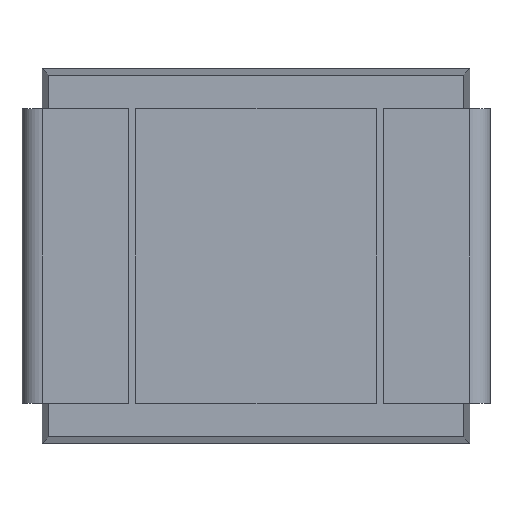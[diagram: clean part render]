
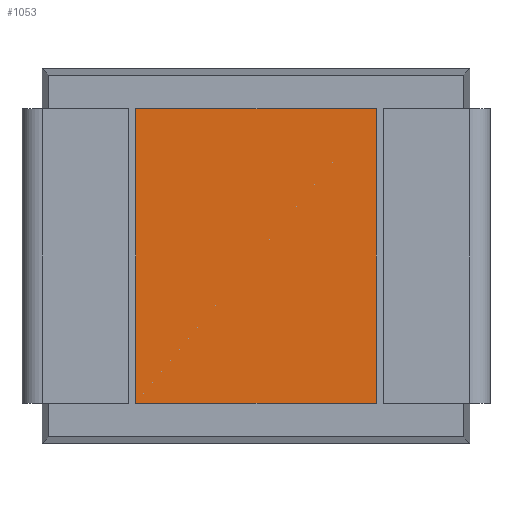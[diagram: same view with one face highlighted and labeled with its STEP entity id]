
A CAD part, front view. The second image highlights one B-rep face of the part: STEP entity #1053.
In plain terms, the highlighted planar face has unit normal (0, -1, 0).
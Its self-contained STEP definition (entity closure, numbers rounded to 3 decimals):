
#34 = CARTESIAN_POINT ( 'NONE',  ( 0., 0., 0. ) ) ;
#87 = CARTESIAN_POINT ( 'NONE',  ( 0.9, 0., 1.1 ) ) ;
#133 = LINE ( 'NONE', #2281, #1997 ) ;
#229 = PLANE ( 'NONE',  #1355 ) ;
#375 = DIRECTION ( 'NONE',  ( 0., 1., 0. ) ) ;
#391 = ORIENTED_EDGE ( 'NONE', *, *, #2039, .F. ) ;
#410 = EDGE_CURVE ( 'NONE', #449, #1448, #133, .T. ) ;
#411 = FACE_OUTER_BOUND ( 'NONE', #1354, .T. ) ;
#434 = EDGE_CURVE ( 'NONE', #550, #449, #2293, .T. ) ;
#449 = VERTEX_POINT ( 'NONE', #528 ) ;
#528 = CARTESIAN_POINT ( 'NONE',  ( 0.9, 0., -1.1 ) ) ;
#548 = DIRECTION ( 'NONE',  ( 0., 0., 1. ) ) ;
#550 = VERTEX_POINT ( 'NONE', #87 ) ;
#682 = EDGE_CURVE ( 'NONE', #2188, #550, #1831, .T. ) ;
#749 = ORIENTED_EDGE ( 'NONE', *, *, #682, .F. ) ;
#866 = CARTESIAN_POINT ( 'NONE',  ( 0.9, 0., 1.1 ) ) ;
#920 = VECTOR ( 'NONE', #2088, 1000. ) ;
#1053 = ADVANCED_FACE ( 'NONE', ( #411 ), #229, .F. ) ;
#1161 = ORIENTED_EDGE ( 'NONE', *, *, #410, .F. ) ;
#1290 = VECTOR ( 'NONE', #2152, 1000. ) ;
#1354 = EDGE_LOOP ( 'NONE', ( #391, #1161, #1564, #749 ) ) ;
#1355 = AXIS2_PLACEMENT_3D ( 'NONE', #34, #375, #548 ) ;
#1384 = CARTESIAN_POINT ( 'NONE',  ( -0.9, 0., 1.1 ) ) ;
#1399 = DIRECTION ( 'NONE',  ( -1., 0., 0. ) ) ;
#1448 = VERTEX_POINT ( 'NONE', #1951 ) ;
#1564 = ORIENTED_EDGE ( 'NONE', *, *, #434, .F. ) ;
#1666 = CARTESIAN_POINT ( 'NONE',  ( 0.9, 0., 1.1 ) ) ;
#1776 = CARTESIAN_POINT ( 'NONE',  ( -0.9, 0., 1.1 ) ) ;
#1792 = VECTOR ( 'NONE', #2098, 1000. ) ;
#1831 = LINE ( 'NONE', #1666, #1290 ) ;
#1951 = CARTESIAN_POINT ( 'NONE',  ( -0.9, 0., -1.1 ) ) ;
#1997 = VECTOR ( 'NONE', #1399, 1000. ) ;
#2039 = EDGE_CURVE ( 'NONE', #1448, #2188, #2120, .T. ) ;
#2088 = DIRECTION ( 'NONE',  ( 0., 0., -1. ) ) ;
#2098 = DIRECTION ( 'NONE',  ( 0., 0., 1. ) ) ;
#2120 = LINE ( 'NONE', #1384, #1792 ) ;
#2152 = DIRECTION ( 'NONE',  ( 1., 0., 0. ) ) ;
#2188 = VERTEX_POINT ( 'NONE', #1776 ) ;
#2281 = CARTESIAN_POINT ( 'NONE',  ( 0.9, 0., -1.1 ) ) ;
#2293 = LINE ( 'NONE', #866, #920 ) ;
